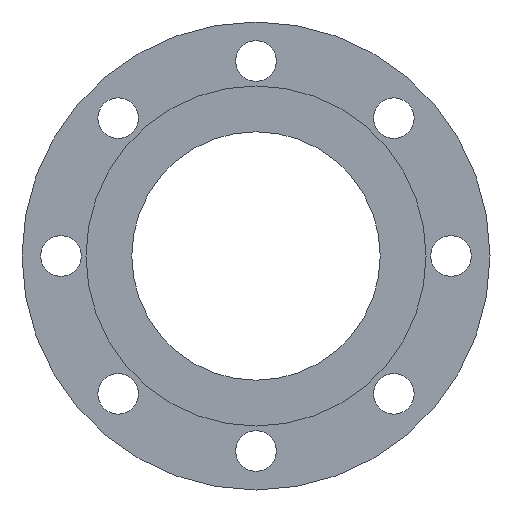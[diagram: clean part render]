
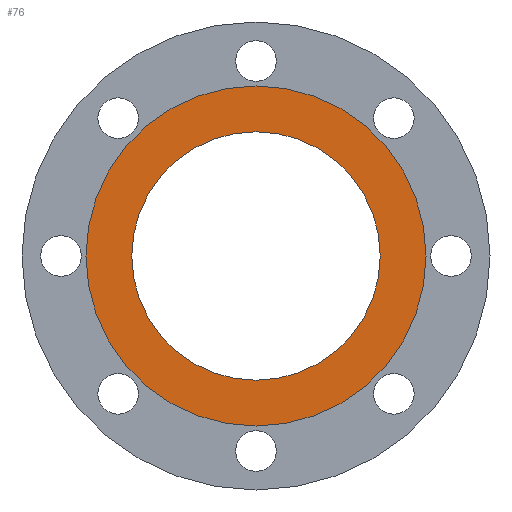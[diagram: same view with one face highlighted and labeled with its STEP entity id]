
A CAD part, front view. The second image highlights one B-rep face of the part: STEP entity #76.
In plain terms, the highlighted planar face has unit normal (0, -1, 0).
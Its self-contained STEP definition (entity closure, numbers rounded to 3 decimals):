
#2 = DIRECTION ( 'NONE',  ( 0., 1., 0. ) ) ;
#22 = CIRCLE ( 'NONE', #451, 109. ) ;
#41 = CARTESIAN_POINT ( 'NONE',  ( 0., 0., 109. ) ) ;
#45 = CARTESIAN_POINT ( 'NONE',  ( 0., 0., -109. ) ) ;
#46 = DIRECTION ( 'NONE',  ( 0., 0., -1. ) ) ;
#76 = ADVANCED_FACE ( 'NONE', ( #867, #468 ), #306, .T. ) ;
#77 = DIRECTION ( 'NONE',  ( 0., 1., 0. ) ) ;
#98 = CARTESIAN_POINT ( 'NONE',  ( 0., 0., -79.65 ) ) ;
#135 = EDGE_CURVE ( 'NONE', #854, #878, #515, .T. ) ;
#157 = CARTESIAN_POINT ( 'NONE',  ( 0., 0., 79.65 ) ) ;
#181 = EDGE_LOOP ( 'NONE', ( #343, #694 ) ) ;
#207 = CARTESIAN_POINT ( 'NONE',  ( 0., 0., 79.65 ) ) ;
#267 = EDGE_LOOP ( 'NONE', ( #554, #391 ) ) ;
#292 = AXIS2_PLACEMENT_3D ( 'NONE', #207, #792, #46 ) ;
#306 = PLANE ( 'NONE',  #292 ) ;
#323 = CARTESIAN_POINT ( 'NONE',  ( 0., 0., 0. ) ) ;
#343 = ORIENTED_EDGE ( 'NONE', *, *, #902, .T. ) ;
#391 = ORIENTED_EDGE ( 'NONE', *, *, #392, .F. ) ;
#392 = EDGE_CURVE ( 'NONE', #878, #854, #22, .T. ) ;
#451 = AXIS2_PLACEMENT_3D ( 'NONE', #1025, #2, #1036 ) ;
#459 = EDGE_CURVE ( 'NONE', #736, #990, #849, .T. ) ;
#465 = AXIS2_PLACEMENT_3D ( 'NONE', #805, #788, #629 ) ;
#468 = FACE_OUTER_BOUND ( 'NONE', #267, .T. ) ;
#515 = CIRCLE ( 'NONE', #465, 109. ) ;
#516 = AXIS2_PLACEMENT_3D ( 'NONE', #585, #77, #840 ) ;
#554 = ORIENTED_EDGE ( 'NONE', *, *, #135, .F. ) ;
#570 = DIRECTION ( 'NONE',  ( 0., 0., 1. ) ) ;
#585 = CARTESIAN_POINT ( 'NONE',  ( 0., 0., 0. ) ) ;
#629 = DIRECTION ( 'NONE',  ( 0., 0., 1. ) ) ;
#694 = ORIENTED_EDGE ( 'NONE', *, *, #459, .T. ) ;
#736 = VERTEX_POINT ( 'NONE', #98 ) ;
#788 = DIRECTION ( 'NONE',  ( 0., 1., 0. ) ) ;
#792 = DIRECTION ( 'NONE',  ( 0., -1., 0. ) ) ;
#805 = CARTESIAN_POINT ( 'NONE',  ( 0., 0., 0. ) ) ;
#835 = DIRECTION ( 'NONE',  ( 0., 1., 0. ) ) ;
#840 = DIRECTION ( 'NONE',  ( 0., 0., 1. ) ) ;
#849 = CIRCLE ( 'NONE', #516, 79.65 ) ;
#854 = VERTEX_POINT ( 'NONE', #41 ) ;
#867 = FACE_BOUND ( 'NONE', #181, .T. ) ;
#878 = VERTEX_POINT ( 'NONE', #45 ) ;
#902 = EDGE_CURVE ( 'NONE', #990, #736, #1067, .T. ) ;
#920 = AXIS2_PLACEMENT_3D ( 'NONE', #323, #835, #570 ) ;
#990 = VERTEX_POINT ( 'NONE', #157 ) ;
#1025 = CARTESIAN_POINT ( 'NONE',  ( 0., 0., 0. ) ) ;
#1036 = DIRECTION ( 'NONE',  ( 0., 0., 1. ) ) ;
#1067 = CIRCLE ( 'NONE', #920, 79.65 ) ;
